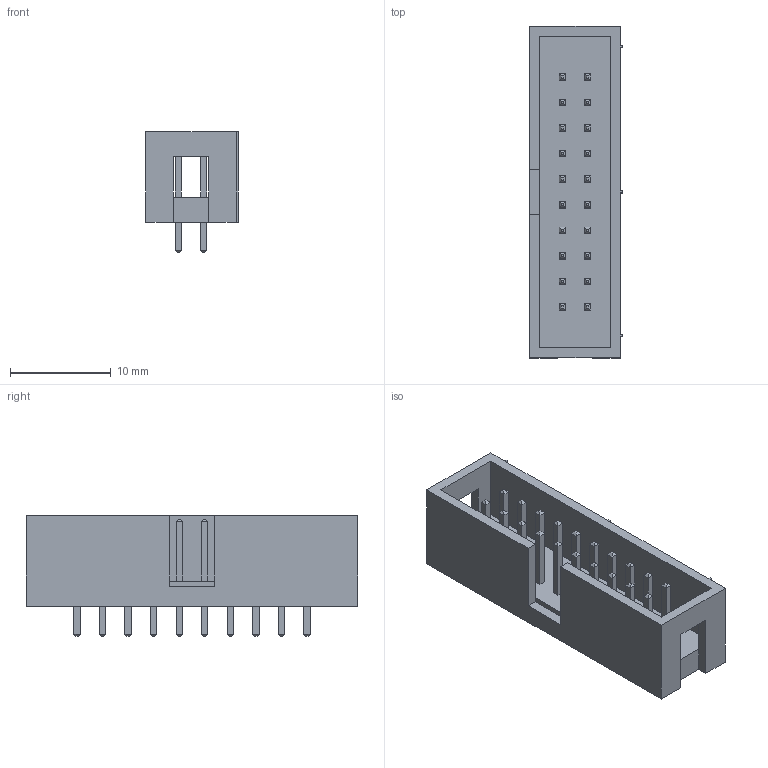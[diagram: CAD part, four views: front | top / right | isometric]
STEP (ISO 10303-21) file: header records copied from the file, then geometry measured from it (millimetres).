
FILE_DESCRIPTION(('FreeCAD Model'),'2;1');
FILE_NAME('Box_Header_Straight_2x10.step', '2019-08-18T01:25:22',('Author'),(''), 'Open CASCADE STEP processor 6.8','FreeCAD','Unknown');
FILE_SCHEMA(('AUTOMOTIVE_DESIGN_CC2 { 1 2 10303 214 -1 1 5 4 }'));
Length unit declared in the file: millimetre
Products named in the file (1): Box_Header_Straight_2x10
Bounding box: 9.2 x 33.02 x 12 mm (x, y, z)
Volume: 1260.2 mm3; surface area: 2232.8 mm2
Topology: 1 solids, 1 shells, 396 faces, 908 edges, 550 vertices
Faces by surface type: plane 396
Entity records: 13497 total; most frequent: CARTESIAN_POINT 1855, ORIENTED_EDGE 1816, DIRECTION 1702, EDGE_CURVE 908, LINE 908, VECTOR 908, VERTEX_POINT 550, FACE_BOUND 436
